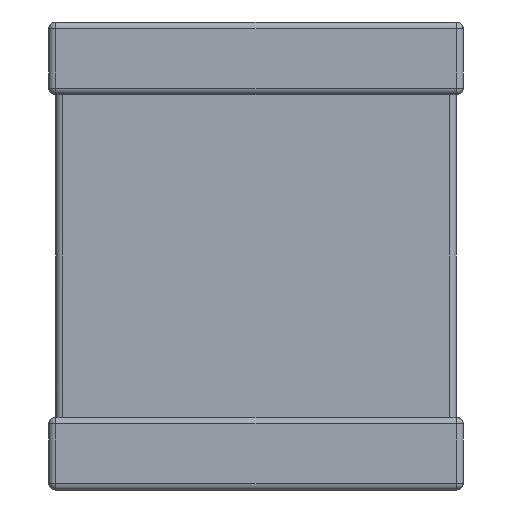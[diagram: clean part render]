
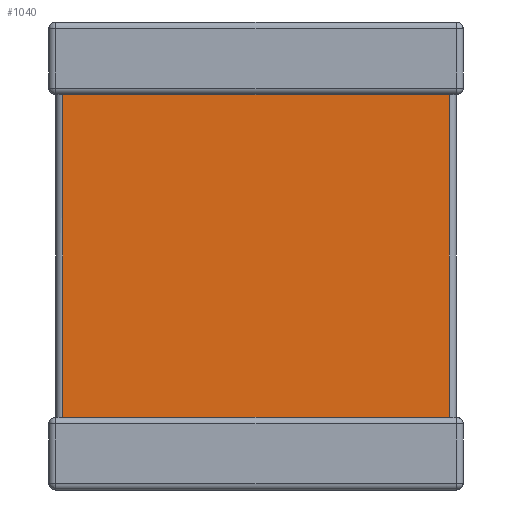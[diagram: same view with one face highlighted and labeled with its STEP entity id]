
A CAD part, left-side view. The second image highlights one B-rep face of the part: STEP entity #1040.
In plain terms, the highlighted planar face has unit normal (-1, 0, 0).
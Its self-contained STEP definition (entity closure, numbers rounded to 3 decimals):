
#1040 = ADVANCED_FACE ( 'NONE', ( #9110 ), #11683, .T. ) ;
#1223 = CARTESIAN_POINT ( 'NONE',  ( 0.089, 0.178, -5.15 ) ) ;
#1313 = CARTESIAN_POINT ( 'NONE',  ( 0.089, 5.222, -5.15 ) ) ;
#1939 = ORIENTED_EDGE ( 'NONE', *, *, #9220, .T. ) ;
#2657 = DIRECTION ( 'NONE',  ( 0., 0., 1. ) ) ;
#2929 = VERTEX_POINT ( 'NONE', #17450 ) ;
#3840 = DIRECTION ( 'NONE',  ( 0., 1., 0. ) ) ;
#4057 = CARTESIAN_POINT ( 'NONE',  ( 0.089, 0., -0.95 ) ) ;
#4121 = VECTOR ( 'NONE', #13659, 1000. ) ;
#4731 = EDGE_CURVE ( 'NONE', #12431, #6327, #8305, .T. ) ;
#6124 = ORIENTED_EDGE ( 'NONE', *, *, #6745, .T. ) ;
#6224 = VECTOR ( 'NONE', #3840, 1000. ) ;
#6327 = VERTEX_POINT ( 'NONE', #1313 ) ;
#6721 = CARTESIAN_POINT ( 'NONE',  ( 0.089, 0., -5.15 ) ) ;
#6745 = EDGE_CURVE ( 'NONE', #2929, #12431, #6923, .T. ) ;
#6923 = LINE ( 'NONE', #4057, #4121 ) ;
#6997 = DIRECTION ( 'NONE',  ( 0., 0., -1. ) ) ;
#8305 = LINE ( 'NONE', #13723, #13647 ) ;
#9110 = FACE_OUTER_BOUND ( 'NONE', #17261, .T. ) ;
#9220 = EDGE_CURVE ( 'NONE', #12986, #2929, #13422, .T. ) ;
#10121 = ORIENTED_EDGE ( 'NONE', *, *, #12243, .F. ) ;
#10239 = AXIS2_PLACEMENT_3D ( 'NONE', #15660, #11590, #16999 ) ;
#11590 = DIRECTION ( 'NONE',  ( -1., 0., 0. ) ) ;
#11683 = PLANE ( 'NONE',  #10239 ) ;
#12243 = EDGE_CURVE ( 'NONE', #12986, #6327, #12287, .T. ) ;
#12287 = LINE ( 'NONE', #6721, #6224 ) ;
#12431 = VERTEX_POINT ( 'NONE', #13785 ) ;
#12986 = VERTEX_POINT ( 'NONE', #13888 ) ;
#13141 = ORIENTED_EDGE ( 'NONE', *, *, #4731, .T. ) ;
#13422 = LINE ( 'NONE', #1223, #13616 ) ;
#13616 = VECTOR ( 'NONE', #2657, 1000. ) ;
#13647 = VECTOR ( 'NONE', #6997, 1000. ) ;
#13659 = DIRECTION ( 'NONE',  ( 0., 1., 0. ) ) ;
#13723 = CARTESIAN_POINT ( 'NONE',  ( 0.089, 5.222, -5.15 ) ) ;
#13785 = CARTESIAN_POINT ( 'NONE',  ( 0.089, 5.222, -0.95 ) ) ;
#13888 = CARTESIAN_POINT ( 'NONE',  ( 0.089, 0.178, -5.15 ) ) ;
#15660 = CARTESIAN_POINT ( 'NONE',  ( 0.089, 0., -5.15 ) ) ;
#16999 = DIRECTION ( 'NONE',  ( 0., -1., 0. ) ) ;
#17261 = EDGE_LOOP ( 'NONE', ( #10121, #1939, #6124, #13141 ) ) ;
#17450 = CARTESIAN_POINT ( 'NONE',  ( 0.089, 0.178, -0.95 ) ) ;
